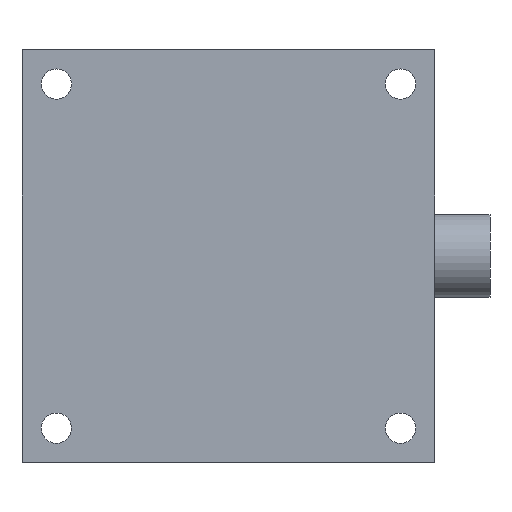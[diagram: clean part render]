
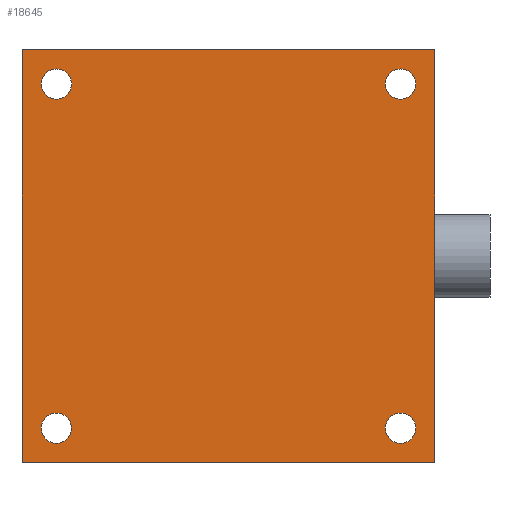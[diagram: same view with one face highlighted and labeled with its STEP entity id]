
A CAD part, front view. The second image highlights one B-rep face of the part: STEP entity #18645.
In plain terms, the highlighted planar face has unit normal (0, -1, 0).
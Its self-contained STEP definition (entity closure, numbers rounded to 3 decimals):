
#327 = AXIS2_PLACEMENT_3D ( 'NONE', #10444, #21811, #6181 ) ;
#1123 = EDGE_CURVE ( 'NONE', #28636, #27027, #11920, .T. ) ;
#1227 = VERTEX_POINT ( 'NONE', #6007 ) ;
#2066 = CARTESIAN_POINT ( 'NONE',  ( -12.5, 0., -12.5 ) ) ;
#2574 = LINE ( 'NONE', #9225, #16490 ) ;
#2747 = ORIENTED_EDGE ( 'NONE', *, *, #12133, .T. ) ;
#3293 = DIRECTION ( 'NONE',  ( 0., 0., -1. ) ) ;
#3376 = AXIS2_PLACEMENT_3D ( 'NONE', #2066, #9063, #4687 ) ;
#3756 = AXIS2_PLACEMENT_3D ( 'NONE', #5553, #16241, #18641 ) ;
#3862 = DIRECTION ( 'NONE',  ( -1., 0., 0. ) ) ;
#3893 = EDGE_CURVE ( 'NONE', #6785, #6571, #18423, .T. ) ;
#4654 = EDGE_CURVE ( 'NONE', #25838, #27704, #7314, .T. ) ;
#4661 = DIRECTION ( 'NONE',  ( 0., 0., 1. ) ) ;
#4687 = DIRECTION ( 'NONE',  ( 0., 0., 1. ) ) ;
#4880 = ORIENTED_EDGE ( 'NONE', *, *, #3893, .T. ) ;
#5553 = CARTESIAN_POINT ( 'NONE',  ( -12.5, 0., 12.5 ) ) ;
#5596 = EDGE_CURVE ( 'NONE', #27027, #28636, #14233, .T. ) ;
#5643 = DIRECTION ( 'NONE',  ( 0., -1., 0. ) ) ;
#5679 = CARTESIAN_POINT ( 'NONE',  ( -12.5, 0., 11.4 ) ) ;
#6007 = CARTESIAN_POINT ( 'NONE',  ( 12.5, 0., 13.6 ) ) ;
#6181 = DIRECTION ( 'NONE',  ( 0., 0., 1. ) ) ;
#6336 = VECTOR ( 'NONE', #9286, 1000. ) ;
#6571 = VERTEX_POINT ( 'NONE', #21095 ) ;
#6727 = FACE_BOUND ( 'NONE', #20177, .T. ) ;
#6785 = VERTEX_POINT ( 'NONE', #24507 ) ;
#7314 = CIRCLE ( 'NONE', #12046, 1.1 ) ;
#7433 = FACE_BOUND ( 'NONE', #19331, .T. ) ;
#7794 = FACE_BOUND ( 'NONE', #22484, .T. ) ;
#7880 = VERTEX_POINT ( 'NONE', #20713 ) ;
#8204 = CIRCLE ( 'NONE', #21561, 1.1 ) ;
#8739 = EDGE_CURVE ( 'NONE', #27040, #1227, #17298, .T. ) ;
#9063 = DIRECTION ( 'NONE',  ( 0., 1., 0. ) ) ;
#9225 = CARTESIAN_POINT ( 'NONE',  ( 15., 0., 0. ) ) ;
#9286 = DIRECTION ( 'NONE',  ( 0., 0., -1. ) ) ;
#10087 = CARTESIAN_POINT ( 'NONE',  ( 0., 0., -15. ) ) ;
#10209 = FACE_OUTER_BOUND ( 'NONE', #17969, .T. ) ;
#10444 = CARTESIAN_POINT ( 'NONE',  ( -12.5, 0., -12.5 ) ) ;
#10538 = EDGE_CURVE ( 'NONE', #1227, #27040, #8204, .T. ) ;
#10808 = EDGE_CURVE ( 'NONE', #21873, #16864, #23135, .T. ) ;
#10988 = EDGE_LOOP ( 'NONE', ( #4880, #12006 ) ) ;
#11209 = ORIENTED_EDGE ( 'NONE', *, *, #4654, .T. ) ;
#11331 = ORIENTED_EDGE ( 'NONE', *, *, #8739, .T. ) ;
#11534 = CARTESIAN_POINT ( 'NONE',  ( 12.5, 0., -12.5 ) ) ;
#11904 = ORIENTED_EDGE ( 'NONE', *, *, #10538, .T. ) ;
#11920 = CIRCLE ( 'NONE', #15548, 1.1 ) ;
#12006 = ORIENTED_EDGE ( 'NONE', *, *, #27059, .T. ) ;
#12046 = AXIS2_PLACEMENT_3D ( 'NONE', #25549, #20951, #16515 ) ;
#12133 = EDGE_CURVE ( 'NONE', #16864, #21243, #2574, .T. ) ;
#12240 = LINE ( 'NONE', #24841, #6336 ) ;
#12840 = CARTESIAN_POINT ( 'NONE',  ( 12.5, 0., -11.4 ) ) ;
#13200 = ORIENTED_EDGE ( 'NONE', *, *, #1123, .T. ) ;
#14233 = CIRCLE ( 'NONE', #19500, 1.1 ) ;
#14804 = CARTESIAN_POINT ( 'NONE',  ( 15., 0., -15. ) ) ;
#14828 = CARTESIAN_POINT ( 'NONE',  ( 12.5, 0., -12.5 ) ) ;
#15152 = ORIENTED_EDGE ( 'NONE', *, *, #28548, .T. ) ;
#15548 = AXIS2_PLACEMENT_3D ( 'NONE', #14828, #27869, #16997 ) ;
#15679 = VECTOR ( 'NONE', #3862, 1000. ) ;
#15733 = ORIENTED_EDGE ( 'NONE', *, *, #10808, .T. ) ;
#15754 = CARTESIAN_POINT ( 'NONE',  ( 12.5, 0., 11.4 ) ) ;
#16030 = DIRECTION ( 'NONE',  ( 0., 1., 0. ) ) ;
#16241 = DIRECTION ( 'NONE',  ( 0., 1., 0. ) ) ;
#16451 = DIRECTION ( 'NONE',  ( 0., 1., 0. ) ) ;
#16490 = VECTOR ( 'NONE', #4661, 1000. ) ;
#16512 = DIRECTION ( 'NONE',  ( 1., 0., 0. ) ) ;
#16515 = DIRECTION ( 'NONE',  ( 0., 0., 1. ) ) ;
#16527 = CARTESIAN_POINT ( 'NONE',  ( 12.5, 0., -13.6 ) ) ;
#16649 = AXIS2_PLACEMENT_3D ( 'NONE', #23206, #5643, #3293 ) ;
#16711 = PLANE ( 'NONE',  #16649 ) ;
#16751 = CIRCLE ( 'NONE', #3376, 1.1 ) ;
#16864 = VERTEX_POINT ( 'NONE', #14804 ) ;
#16997 = DIRECTION ( 'NONE',  ( 0., 0., 1. ) ) ;
#17244 = VECTOR ( 'NONE', #16512, 1000. ) ;
#17298 = CIRCLE ( 'NONE', #17832, 1.1 ) ;
#17411 = LINE ( 'NONE', #28236, #15679 ) ;
#17832 = AXIS2_PLACEMENT_3D ( 'NONE', #25098, #16451, #28004 ) ;
#17969 = EDGE_LOOP ( 'NONE', ( #20931, #27531, #15733, #2747 ) ) ;
#18349 = DIRECTION ( 'NONE',  ( 0., 0., 1. ) ) ;
#18423 = CIRCLE ( 'NONE', #327, 1.1 ) ;
#18641 = DIRECTION ( 'NONE',  ( 0., 0., 1. ) ) ;
#18645 = ADVANCED_FACE ( 'NONE', ( #10209, #25523, #6727, #7433, #7794 ), #16711, .T. ) ;
#19274 = CARTESIAN_POINT ( 'NONE',  ( 12.5, 0., 12.5 ) ) ;
#19331 = EDGE_LOOP ( 'NONE', ( #11904, #11331 ) ) ;
#19500 = AXIS2_PLACEMENT_3D ( 'NONE', #11534, #16030, #18349 ) ;
#19911 = EDGE_CURVE ( 'NONE', #7880, #21873, #12240, .T. ) ;
#20177 = EDGE_LOOP ( 'NONE', ( #15152, #11209 ) ) ;
#20713 = CARTESIAN_POINT ( 'NONE',  ( -15., 0., 15. ) ) ;
#20931 = ORIENTED_EDGE ( 'NONE', *, *, #21248, .T. ) ;
#20951 = DIRECTION ( 'NONE',  ( 0., 1., 0. ) ) ;
#21095 = CARTESIAN_POINT ( 'NONE',  ( -12.5, 0., -13.6 ) ) ;
#21227 = CARTESIAN_POINT ( 'NONE',  ( -12.5, 0., 13.6 ) ) ;
#21243 = VERTEX_POINT ( 'NONE', #28616 ) ;
#21248 = EDGE_CURVE ( 'NONE', #21243, #7880, #17411, .T. ) ;
#21308 = DIRECTION ( 'NONE',  ( 0., 1., 0. ) ) ;
#21561 = AXIS2_PLACEMENT_3D ( 'NONE', #19274, #21308, #23764 ) ;
#21811 = DIRECTION ( 'NONE',  ( 0., 1., 0. ) ) ;
#21873 = VERTEX_POINT ( 'NONE', #22908 ) ;
#22484 = EDGE_LOOP ( 'NONE', ( #23435, #13200 ) ) ;
#22908 = CARTESIAN_POINT ( 'NONE',  ( -15., 0., -15. ) ) ;
#23135 = LINE ( 'NONE', #10087, #17244 ) ;
#23206 = CARTESIAN_POINT ( 'NONE',  ( 0., 0., 0. ) ) ;
#23435 = ORIENTED_EDGE ( 'NONE', *, *, #5596, .T. ) ;
#23764 = DIRECTION ( 'NONE',  ( 0., 0., 1. ) ) ;
#24329 = CIRCLE ( 'NONE', #3756, 1.1 ) ;
#24507 = CARTESIAN_POINT ( 'NONE',  ( -12.5, 0., -11.4 ) ) ;
#24841 = CARTESIAN_POINT ( 'NONE',  ( -15., 0., 0. ) ) ;
#25098 = CARTESIAN_POINT ( 'NONE',  ( 12.5, 0., 12.5 ) ) ;
#25523 = FACE_BOUND ( 'NONE', #10988, .T. ) ;
#25549 = CARTESIAN_POINT ( 'NONE',  ( -12.5, 0., 12.5 ) ) ;
#25838 = VERTEX_POINT ( 'NONE', #5679 ) ;
#27027 = VERTEX_POINT ( 'NONE', #12840 ) ;
#27040 = VERTEX_POINT ( 'NONE', #15754 ) ;
#27059 = EDGE_CURVE ( 'NONE', #6571, #6785, #16751, .T. ) ;
#27531 = ORIENTED_EDGE ( 'NONE', *, *, #19911, .T. ) ;
#27704 = VERTEX_POINT ( 'NONE', #21227 ) ;
#27869 = DIRECTION ( 'NONE',  ( 0., 1., 0. ) ) ;
#28004 = DIRECTION ( 'NONE',  ( 0., 0., 1. ) ) ;
#28236 = CARTESIAN_POINT ( 'NONE',  ( 0., 0., 15. ) ) ;
#28548 = EDGE_CURVE ( 'NONE', #27704, #25838, #24329, .T. ) ;
#28616 = CARTESIAN_POINT ( 'NONE',  ( 15., 0., 15. ) ) ;
#28636 = VERTEX_POINT ( 'NONE', #16527 ) ;
